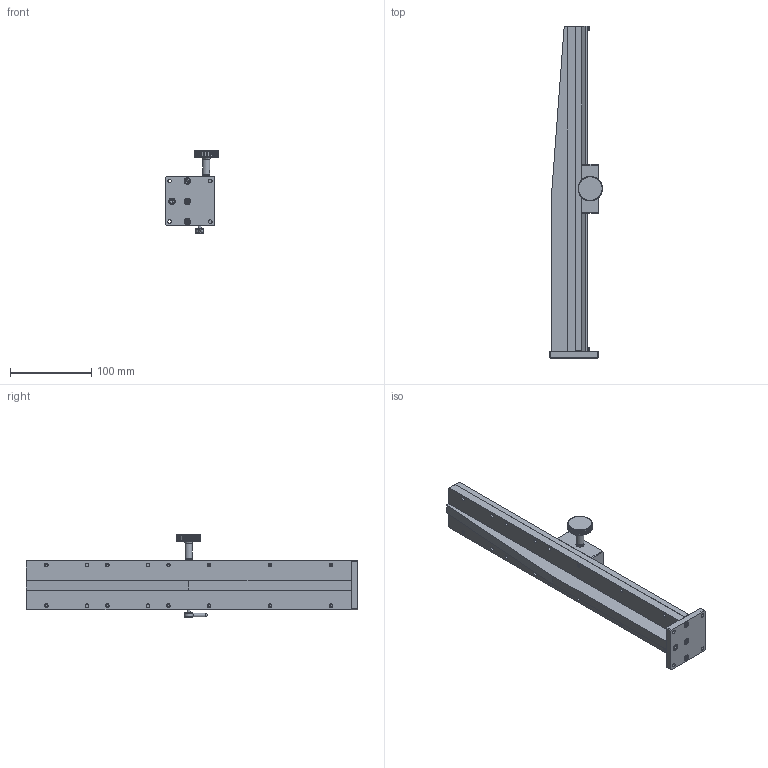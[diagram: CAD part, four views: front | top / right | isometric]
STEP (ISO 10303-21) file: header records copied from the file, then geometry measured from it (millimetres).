
FILE_DESCRIPTION (( 'STEP AP203' ), '1' );
FILE_NAME ('528778.STEP', '2024-10-15T02:10:48', ( 'Windows User' ), ( 'P R C' ), 'SwSTEP 2.0', 'SolidWorks 2020', '' );
FILE_SCHEMA (( 'CONFIG_CONTROL_DESIGN' ));
Products named in the file (1): 528778
Bounding box: 65.08 x 408 x 101.79 mm (x, y, z)
Volume: 653494.6 mm3; surface area: 185398.9 mm2
Topology: 43 solids, 43 shells, 1155 faces, 2653 edges, 1633 vertices
Faces by surface type: plane 653, cylinder 239, cone 204, bspline 59
Full cylindrical faces by diameter (mm): 2.05 x6, 2.5 x17, 2.9 x6, 3 x21, 3.3 x27, 4 x8, 4.1 x2, 4.5 x32, 5 x10, 5.5 x12, 6 x12, 7 x4, 7.4 x1, 8 x12, 9 x2, 10 x2
Entity records: 115469 total; most frequent: CARTESIAN_POINT 91669, DIRECTION 4813, ORIENTED_EDGE 4472, EDGE_CURVE 2236, AXIS2_PLACEMENT_3D 1869, EDGE_LOOP 1639, VERTEX_POINT 1521, FACE_OUTER_BOUND 1354
